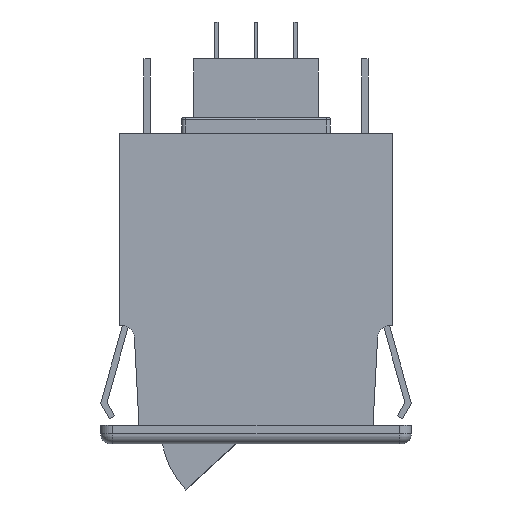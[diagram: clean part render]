
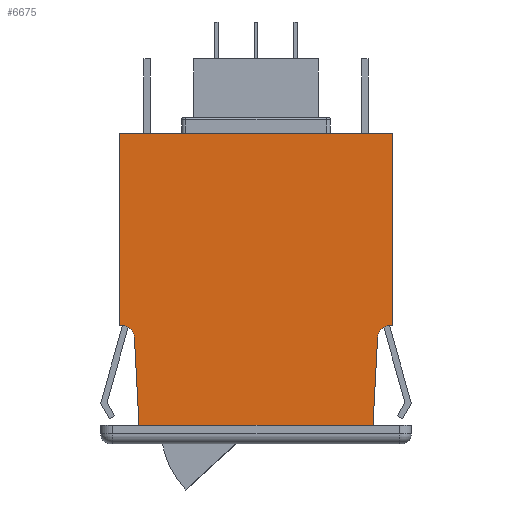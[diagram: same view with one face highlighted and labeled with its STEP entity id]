
A CAD part, left-side view. The second image highlights one B-rep face of the part: STEP entity #6675.
In plain terms, the highlighted planar face has unit normal (-1, 0, 0).
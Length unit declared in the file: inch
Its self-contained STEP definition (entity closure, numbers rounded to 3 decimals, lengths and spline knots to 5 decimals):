
#206 = CARTESIAN_POINT ( 'NONE',  ( -0.34, 0.6875, -0.965 ) ) ;
#246 = ORIENTED_EDGE ( 'NONE', *, *, #665, .F. ) ;
#280 = EDGE_CURVE ( 'NONE', #1459, #4203, #3640, .T. ) ;
#523 = CARTESIAN_POINT ( 'NONE',  ( -0.34, 0.67064, -0.965 ) ) ;
#525 = CARTESIAN_POINT ( 'NONE',  ( -0.34, 0.5875, -1.465 ) ) ;
#665 = EDGE_CURVE ( 'NONE', #5377, #1757, #4817, .T. ) ;
#771 = VECTOR ( 'NONE', #6493, 39.37008 ) ;
#905 = CARTESIAN_POINT ( 'NONE',  ( -0.34, -0.6875, 0. ) ) ;
#941 = VERTEX_POINT ( 'NONE', #1973 ) ;
#983 = EDGE_CURVE ( 'NONE', #13997, #8160, #7363, .T. ) ;
#987 = CARTESIAN_POINT ( 'NONE',  ( -0.34, 0.6875, 0. ) ) ;
#1459 = VERTEX_POINT ( 'NONE', #206 ) ;
#1757 = VERTEX_POINT ( 'NONE', #12480 ) ;
#1973 = CARTESIAN_POINT ( 'NONE',  ( -0.34, -0.6875, 0. ) ) ;
#1998 = VECTOR ( 'NONE', #8415, 39.37008 ) ;
#2021 = CARTESIAN_POINT ( 'NONE',  ( -0.34, 0.67064, -0.965 ) ) ;
#2051 = VECTOR ( 'NONE', #14108, 39.37008 ) ;
#2185 = EDGE_CURVE ( 'NONE', #8160, #10144, #8177, .T. ) ;
#2375 = LINE ( 'NONE', #2021, #3381 ) ;
#2972 = CARTESIAN_POINT ( 'NONE',  ( -0.34, -0.61072, -1.02186 ) ) ;
#3055 = CARTESIAN_POINT ( 'NONE',  ( -0.34, -0.5875, -1.465 ) ) ;
#3381 = VECTOR ( 'NONE', #8625, 39.37008 ) ;
#3423 = ORIENTED_EDGE ( 'NONE', *, *, #13873, .F. ) ;
#3640 = LINE ( 'NONE', #987, #771 ) ;
#4196 = ORIENTED_EDGE ( 'NONE', *, *, #6678, .F. ) ;
#4203 = VERTEX_POINT ( 'NONE', #13257 ) ;
#4331 = CARTESIAN_POINT ( 'NONE',  ( -0.34, 0.5875, -1.465 ) ) ;
#4395 = DIRECTION ( 'NONE',  ( 0., 0., -1. ) ) ;
#4444 = VECTOR ( 'NONE', #11810, 39.37008 ) ;
#4561 = LINE ( 'NONE', #525, #13090 ) ;
#4718 = DIRECTION ( 'NONE',  ( 0., 1., 0. ) ) ;
#4817 = LINE ( 'NONE', #13107, #6720 ) ;
#5059 = ORIENTED_EDGE ( 'NONE', *, *, #6683, .F. ) ;
#5191 = CARTESIAN_POINT ( 'NONE',  ( -0.34, -0.5875, -1.465 ) ) ;
#5306 = CARTESIAN_POINT ( 'NONE',  ( -0.34, -0.67064, -1.025 ) ) ;
#5354 = CARTESIAN_POINT ( 'NONE',  ( -0.34, 0.61072, -1.02186 ) ) ;
#5377 = VERTEX_POINT ( 'NONE', #7846 ) ;
#5440 = CARTESIAN_POINT ( 'NONE',  ( -0.34, 0.67064, -1.025 ) ) ;
#5590 = ORIENTED_EDGE ( 'NONE', *, *, #280, .F. ) ;
#6111 = CARTESIAN_POINT ( 'NONE',  ( -0.34, 0.6875, 0. ) ) ;
#6493 = DIRECTION ( 'NONE',  ( 0., 0., 1. ) ) ;
#6675 = ADVANCED_FACE ( 'NONE', ( #12070 ), #8287, .T. ) ;
#6678 = EDGE_CURVE ( 'NONE', #10144, #1459, #2375, .T. ) ;
#6683 = EDGE_CURVE ( 'NONE', #10599, #11458, #8999, .T. ) ;
#6720 = VECTOR ( 'NONE', #4718, 39.37008 ) ;
#6979 = DIRECTION ( 'NONE',  ( -1., 0., 0. ) ) ;
#7363 = LINE ( 'NONE', #10868, #4444 ) ;
#7693 = EDGE_LOOP ( 'NONE', ( #10018, #5590, #4196, #11872, #12841, #9231, #5059, #13203, #246, #3423 ) ) ;
#7846 = CARTESIAN_POINT ( 'NONE',  ( -0.34, -0.6875, -0.965 ) ) ;
#8120 = AXIS2_PLACEMENT_3D ( 'NONE', #5306, #10823, #14020 ) ;
#8151 = DIRECTION ( 'NONE',  ( 0., 1., 0. ) ) ;
#8160 = VERTEX_POINT ( 'NONE', #5354 ) ;
#8177 = CIRCLE ( 'NONE', #11699, 0.06 ) ;
#8287 = PLANE ( 'NONE',  #8120 ) ;
#8371 = DIRECTION ( 'NONE',  ( 0., -1., 0. ) ) ;
#8415 = DIRECTION ( 'NONE',  ( 0., 0., -1. ) ) ;
#8584 = DIRECTION ( 'NONE',  ( -1., 0., 0. ) ) ;
#8625 = DIRECTION ( 'NONE',  ( 0., 1., 0. ) ) ;
#8999 = LINE ( 'NONE', #3055, #2051 ) ;
#9077 = DIRECTION ( 'NONE',  ( 0., 0., 1. ) ) ;
#9231 = ORIENTED_EDGE ( 'NONE', *, *, #9522, .F. ) ;
#9522 = EDGE_CURVE ( 'NONE', #11458, #13997, #4561, .T. ) ;
#9821 = AXIS2_PLACEMENT_3D ( 'NONE', #13477, #6979, #9077 ) ;
#9826 = LINE ( 'NONE', #905, #1998 ) ;
#10018 = ORIENTED_EDGE ( 'NONE', *, *, #13688, .F. ) ;
#10144 = VERTEX_POINT ( 'NONE', #523 ) ;
#10165 = EDGE_CURVE ( 'NONE', #1757, #10599, #12128, .T. ) ;
#10599 = VERTEX_POINT ( 'NONE', #2972 ) ;
#10823 = DIRECTION ( 'NONE',  ( -1., 0., 0. ) ) ;
#10868 = CARTESIAN_POINT ( 'NONE',  ( -0.34, 0.5875, -1.465 ) ) ;
#11458 = VERTEX_POINT ( 'NONE', #5191 ) ;
#11699 = AXIS2_PLACEMENT_3D ( 'NONE', #5440, #8584, #4395 ) ;
#11810 = DIRECTION ( 'NONE',  ( 0., 0.052, 0.999 ) ) ;
#11872 = ORIENTED_EDGE ( 'NONE', *, *, #2185, .F. ) ;
#12048 = LINE ( 'NONE', #6111, #12557 ) ;
#12070 = FACE_OUTER_BOUND ( 'NONE', #7693, .T. ) ;
#12128 = CIRCLE ( 'NONE', #9821, 0.06 ) ;
#12480 = CARTESIAN_POINT ( 'NONE',  ( -0.34, -0.67064, -0.965 ) ) ;
#12557 = VECTOR ( 'NONE', #8371, 39.37008 ) ;
#12841 = ORIENTED_EDGE ( 'NONE', *, *, #983, .F. ) ;
#13090 = VECTOR ( 'NONE', #8151, 39.37008 ) ;
#13107 = CARTESIAN_POINT ( 'NONE',  ( -0.34, -0.67064, -0.965 ) ) ;
#13203 = ORIENTED_EDGE ( 'NONE', *, *, #10165, .F. ) ;
#13257 = CARTESIAN_POINT ( 'NONE',  ( -0.34, 0.6875, 0. ) ) ;
#13477 = CARTESIAN_POINT ( 'NONE',  ( -0.34, -0.67064, -1.025 ) ) ;
#13688 = EDGE_CURVE ( 'NONE', #4203, #941, #12048, .T. ) ;
#13873 = EDGE_CURVE ( 'NONE', #941, #5377, #9826, .T. ) ;
#13997 = VERTEX_POINT ( 'NONE', #4331 ) ;
#14020 = DIRECTION ( 'NONE',  ( 0., 0., 1. ) ) ;
#14108 = DIRECTION ( 'NONE',  ( 0., 0.052, -0.999 ) ) ;
